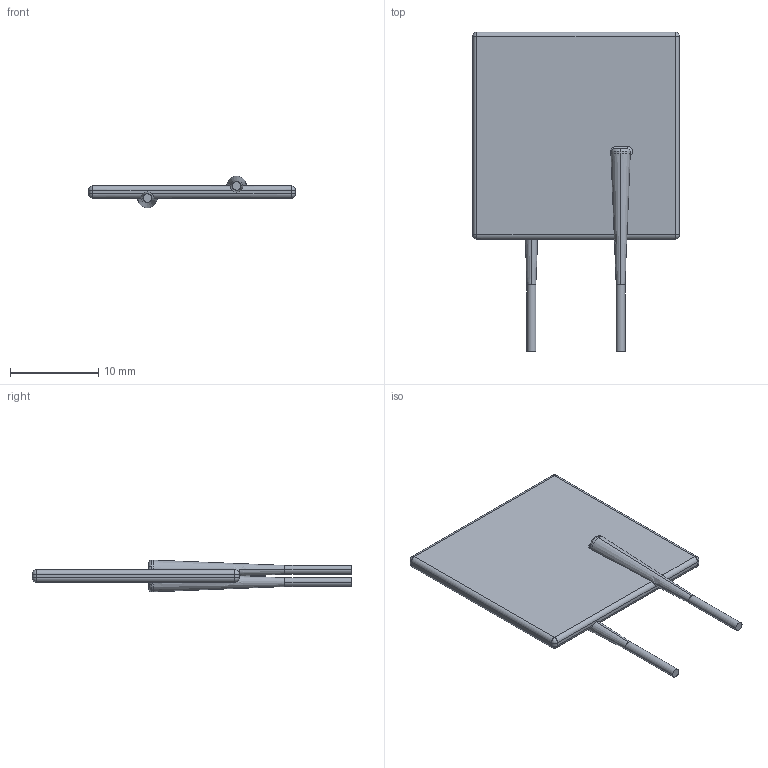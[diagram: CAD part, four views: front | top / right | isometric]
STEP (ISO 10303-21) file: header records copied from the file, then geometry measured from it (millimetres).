
FILE_DESCRIPTION(('STEP AP214'),'1');
FILE_NAME('mf-rht1300-2.stp','2023-06-14T10:45:11',('TraceParts'),('TraceParts S.A.'),'Spatial InterOp 3D',' ',' ');
FILE_SCHEMA(('AUTOMOTIVE_DESIGN { 1 0 10303 214 1 1 1 1 }'));
Length unit declared in the file: millimetre
Products named in the file (1): mf-rht1300-2
Bounding box: 23.5 x 36.3 x 3.6 mm (x, y, z)
Volume: 814.4 mm3; surface area: 1306.2 mm2
Topology: 1 solids, 1 shells, 56 faces, 129 edges, 75 vertices
Faces by surface type: cylinder 24, plane 10, sphere 8, cone 6, torus 4, bspline 4
Entity records: 2035 total; most frequent: CARTESIAN_POINT 763, DIRECTION 278, ORIENTED_EDGE 258, EDGE_CURVE 129, AXIS2_PLACEMENT_3D 114, VERTEX_POINT 75, CIRCLE 61, ADVANCED_FACE 56
